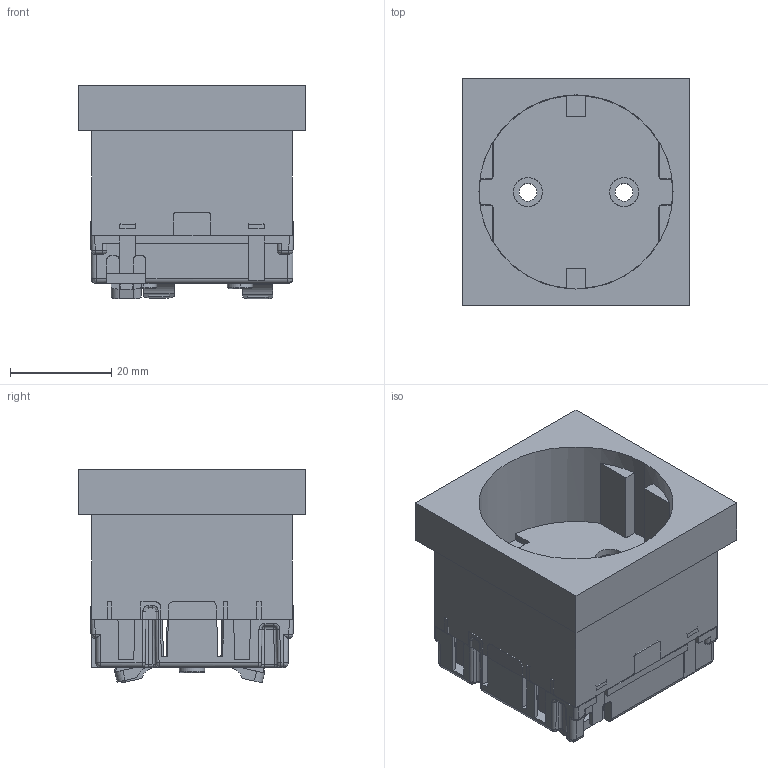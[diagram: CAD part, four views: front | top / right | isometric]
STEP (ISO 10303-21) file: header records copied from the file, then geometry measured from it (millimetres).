
FILE_DESCRIPTION (( 'STEP AP214' ), '1' );
FILE_NAME ('6120012_KSTP1.stp', '2025-09-29T14:26:42', ( '' ), ( '' ), 'SwSTEP 2.0', 'SolidWorks 2024', '' );
FILE_SCHEMA (( 'AUTOMOTIVE_DESIGN' ));
Length unit declared in the file: millimetre
Products named in the file (6): 104820_Standard_12.stp; 104821_Standard_12.stp; 044679_Standard_38.stp; 6120008_KSTP1.stp; 6120012_KSTP1; 044036_Standard_13.stp
Assembly tree (5 placements, depth 4):
  6120012_KSTP1
    6120008_KSTP1.stp
      104821_Standard_12.stp
        104820_Standard_12.stp
        044679_Standard_38.stp
      044036_Standard_13.stp
Bounding box: 45 x 45 x 42.29 mm (x, y, z)
Volume: 25057.6 mm3; surface area: 26493.5 mm2
Topology: 3 solids, 3 shells, 1073 faces, 2867 edges, 1806 vertices
Faces by surface type: plane 625, cylinder 274, bspline 122, cone 46, torus 6
Entity records: 39886 total; most frequent: CARTESIAN_POINT 14495, ORIENTED_EDGE 5734, DIRECTION 4551, EDGE_CURVE 2867, VECTOR 1995, LINE 1995, VERTEX_POINT 1806, AXIS2_PLACEMENT_3D 1278
